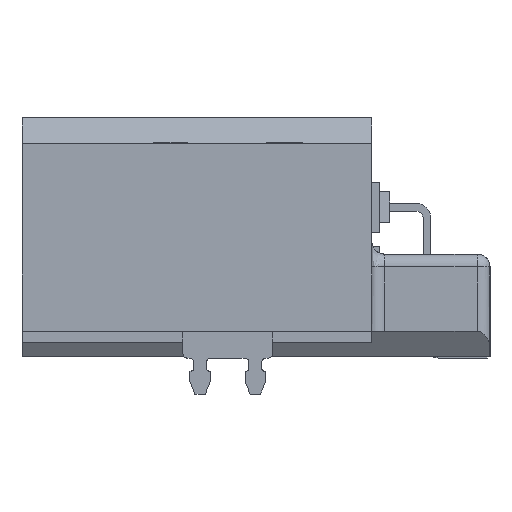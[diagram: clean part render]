
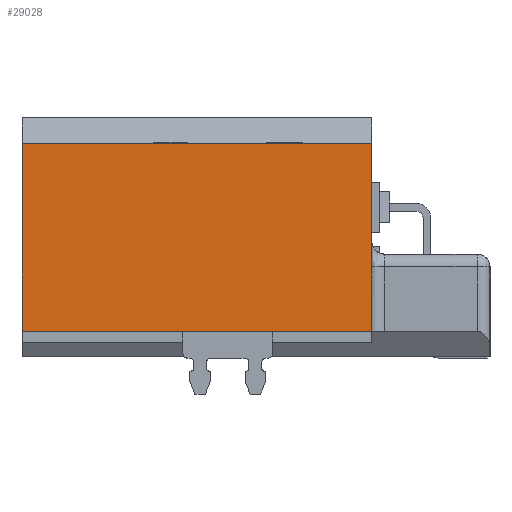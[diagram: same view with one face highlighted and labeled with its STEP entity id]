
A CAD part, front view. The second image highlights one B-rep face of the part: STEP entity #29028.
In plain terms, the highlighted planar face has unit normal (0, -1, 0).
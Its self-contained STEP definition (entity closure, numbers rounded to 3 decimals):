
#19048=CARTESIAN_POINT('',(13.6,36.192,10.279));
#19049=VERTEX_POINT('',#19048);
#19056=CARTESIAN_POINT('',(13.6,36.192,2.979));
#19057=VERTEX_POINT('',#19056);
#19058=CARTESIAN_POINT('',(13.6,36.192,10.279));
#19059=DIRECTION('',(0.,0.,-1.));
#19060=VECTOR('',#19059,7.3);
#19061=LINE('',#19058,#19060);
#19062=EDGE_CURVE('',#19049,#19057,#19061,.T.);
#28953=CARTESIAN_POINT('',(0.,36.192,2.979));
#28954=VERTEX_POINT('',#28953);
#28955=CARTESIAN_POINT('',(13.6,36.192,2.979));
#28956=DIRECTION('',(-1.,0.,0.));
#28957=VECTOR('',#28956,13.6);
#28958=LINE('',#28955,#28957);
#28959=EDGE_CURVE('',#19057,#28954,#28958,.T.);
#29005=CARTESIAN_POINT('',(0.,36.192,2.979));
#29006=DIRECTION('',(1.,0.,0.));
#29007=DIRECTION('',(0.,-1.,0.));
#29008=AXIS2_PLACEMENT_3D('',#29005,#29007,#29006);
#29009=PLANE('',#29008);
#29010=ORIENTED_EDGE('',*,*,#19062,.F.);
#29011=CARTESIAN_POINT('',(0.,36.192,10.279));
#29012=VERTEX_POINT('',#29011);
#29013=CARTESIAN_POINT('',(13.6,36.192,10.279));
#29014=DIRECTION('',(-1.,0.,0.));
#29015=VECTOR('',#29014,13.6);
#29016=LINE('',#29013,#29015);
#29017=EDGE_CURVE('',#19049,#29012,#29016,.T.);
#29018=ORIENTED_EDGE('',*,*,#29017,.T.);
#29019=CARTESIAN_POINT('',(0.,36.192,10.279));
#29020=DIRECTION('',(0.,0.,-1.));
#29021=VECTOR('',#29020,7.3);
#29022=LINE('',#29019,#29021);
#29023=EDGE_CURVE('',#29012,#28954,#29022,.T.);
#29024=ORIENTED_EDGE('',*,*,#29023,.T.);
#29025=ORIENTED_EDGE('',*,*,#28959,.F.);
#29026=EDGE_LOOP('',(#29010,#29018,#29024,#29025));
#29027=FACE_OUTER_BOUND('',#29026,.T.);
#29028=ADVANCED_FACE('',(#29027),#29009,.T.);
